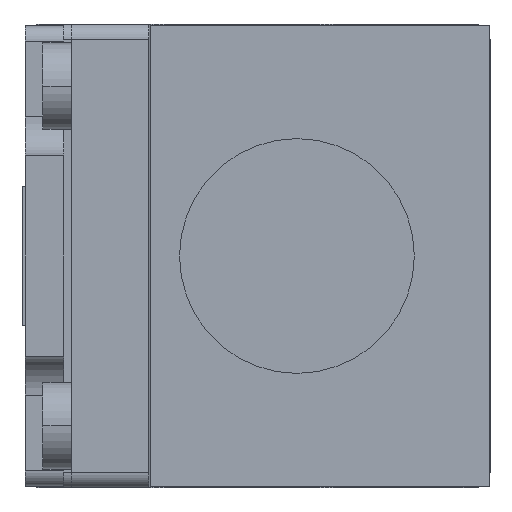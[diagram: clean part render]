
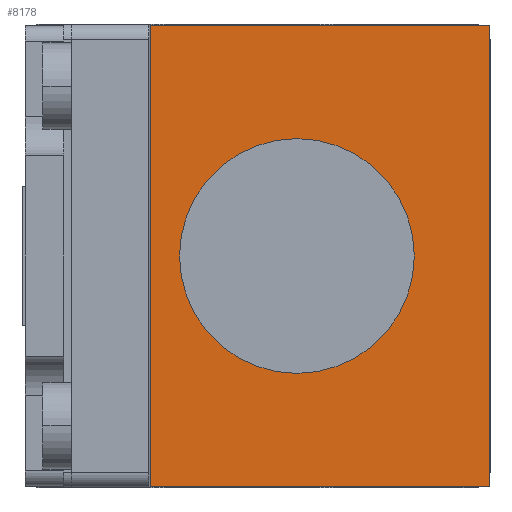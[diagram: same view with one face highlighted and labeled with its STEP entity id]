
A CAD part, left-side view. The second image highlights one B-rep face of the part: STEP entity #8178.
In plain terms, the highlighted planar face has unit normal (-1, 0, 0).
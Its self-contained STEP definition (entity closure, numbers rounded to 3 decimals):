
#3350=DIRECTION('',(0.,-1.,0.));
#3351=VECTOR('',#3350,22.);
#3352=CARTESIAN_POINT('',(0.,22.,-14.95));
#3353=LINE('',#3352,#3351);
#3487=DIRECTION('',(0.,-1.,0.));
#3488=VECTOR('',#3487,22.);
#3489=CARTESIAN_POINT('',(0.,22.,14.95));
#3490=LINE('',#3489,#3488);
#3585=DIRECTION('',(0.,0.,1.));
#3586=VECTOR('',#3585,29.9);
#3587=CARTESIAN_POINT('',(0.,0.,-14.95));
#3588=LINE('',#3587,#3586);
#3652=DIRECTION('',(0.,0.,1.));
#3653=VECTOR('',#3652,29.9);
#3654=CARTESIAN_POINT('',(0.,22.,-14.95));
#3655=LINE('',#3654,#3653);
#3659=CARTESIAN_POINT('',(0.,12.5,0.));
#3660=DIRECTION('',(-1.,0.,0.));
#3661=DIRECTION('',(0.,0.,1.));
#3662=AXIS2_PLACEMENT_3D('',#3659,#3660,#3661);
#3667=CARTESIAN_POINT('',(0.,12.5,0.));
#3668=DIRECTION('',(-1.,0.,0.));
#3669=DIRECTION('',(0.,0.,-1.));
#3670=AXIS2_PLACEMENT_3D('',#3667,#3668,#3669);
#4632=CARTESIAN_POINT('',(0.,0.,-14.95));
#4634=VERTEX_POINT('',#4632);
#4638=CARTESIAN_POINT('',(0.,22.,-14.95));
#4639=VERTEX_POINT('',#4638);
#4640=CARTESIAN_POINT('',(0.,0.,14.95));
#4642=VERTEX_POINT('',#4640);
#4646=CARTESIAN_POINT('',(0.,22.,14.95));
#4647=VERTEX_POINT('',#4646);
#5300=CARTESIAN_POINT('',(0.,12.5,7.6));
#5301=CARTESIAN_POINT('',(0.,12.5,-7.6));
#5302=VERTEX_POINT('',#5300);
#5303=VERTEX_POINT('',#5301);
#8161=CARTESIAN_POINT('',(0.,22.,-14.95));
#8162=DIRECTION('',(-1.,0.,0.));
#8163=DIRECTION('',(0.,-1.,0.));
#8164=AXIS2_PLACEMENT_3D('',#8161,#8162,#8163);
#8165=PLANE('',#8164);
#8166=ORIENTED_EDGE('',*,*,#7959,.F.);
#8167=ORIENTED_EDGE('',*,*,#7985,.T.);
#8168=ORIENTED_EDGE('',*,*,#8010,.T.);
#8169=ORIENTED_EDGE('',*,*,#8134,.F.);
#8170=EDGE_LOOP('',(#8166,#8167,#8168,#8169));
#8171=FACE_OUTER_BOUND('',#8170,.F.);
#8173=ORIENTED_EDGE('',*,*,#8172,.T.);
#8175=ORIENTED_EDGE('',*,*,#8174,.T.);
#8176=EDGE_LOOP('',(#8173,#8175));
#8177=FACE_BOUND('',#8176,.F.);
#8178=ADVANCED_FACE('',(#8171,#8177),#8165,.T.);
#3663=CIRCLE('',#3662,7.6);
#3671=CIRCLE('',#3670,7.6);
#7959=EDGE_CURVE('',#4639,#4634,#3353,.T.);
#7985=EDGE_CURVE('',#4639,#4647,#3655,.T.);
#8010=EDGE_CURVE('',#4647,#4642,#3490,.T.);
#8134=EDGE_CURVE('',#4634,#4642,#3588,.T.);
#8172=EDGE_CURVE('',#5302,#5303,#3663,.T.);
#8174=EDGE_CURVE('',#5303,#5302,#3671,.T.);
